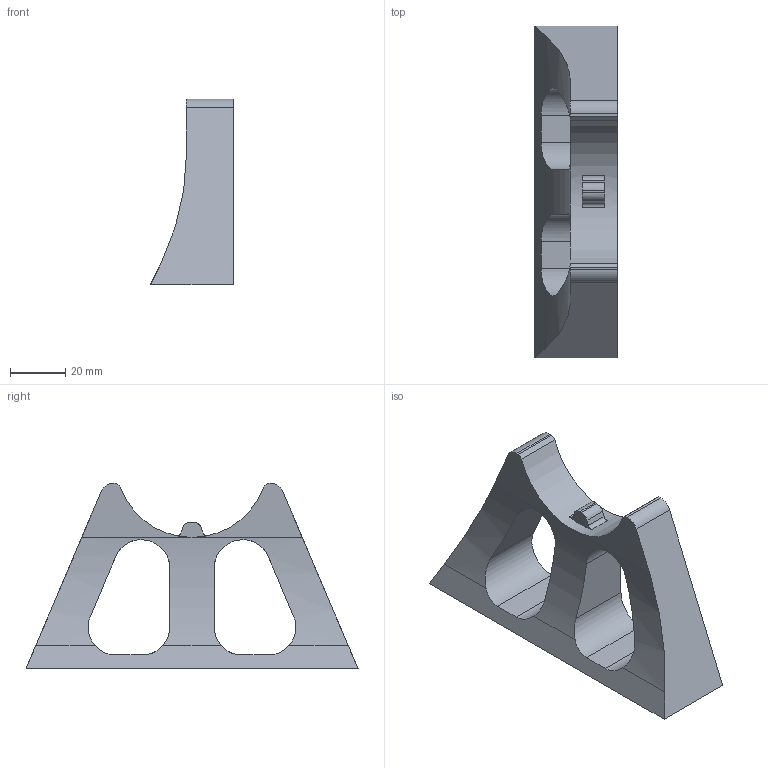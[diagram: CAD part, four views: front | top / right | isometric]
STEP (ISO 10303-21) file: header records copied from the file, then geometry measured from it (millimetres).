
FILE_DESCRIPTION(('CATIA V5 STEP Exchange'),'2;1');
FILE_NAME('CC023-F1-102A Support Vilo 2.stp','2023-03-27T19:41:27+00:00',('none'),('none'),'Version 5-6 Release 2013','CATIA V5 STEP AP203','none');
FILE_SCHEMA(('CONFIG_CONTROL_DESIGN'));
Length unit declared in the file: millimetre
Products named in the file (1): CC023-F1-102A Support Vilo 2
Bounding box: 30 x 120 x 67.09 mm (x, y, z)
Volume: 72629 mm3; surface area: 20838.8 mm2
Topology: 1 solids, 1 shells, 58 faces, 158 edges, 98 vertices
Faces by surface type: cylinder 25, plane 19, cone 12, bspline 2
Entity records: 1871 total; most frequent: CARTESIAN_POINT 513, ORIENTED_EDGE 304, DIRECTION 208, EDGE_CURVE 152, VERTEX_POINT 98, AXIS2_PLACEMENT_3D 84, VECTOR 81, LINE 81
